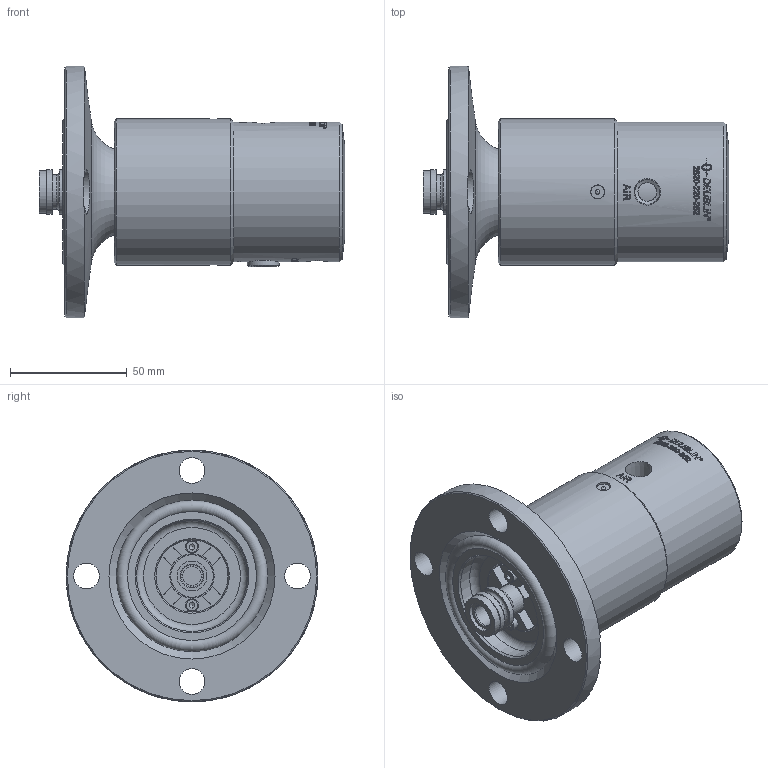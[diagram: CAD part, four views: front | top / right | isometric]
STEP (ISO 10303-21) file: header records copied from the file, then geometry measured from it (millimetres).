
FILE_DESCRIPTION(/* description */ (''),/* implementation_level */ '2;1');
FILE_NAME(/* name */ '2620-220-252-IC.stp',/* time_stamp */ '2020-05-17T16:07:16-05:00',/* author */ ('Moorera'),/* organization */ (''),/* preprocessor_version */ 'ST-DEVELOPER v18.1',/* originating_system */ 'Autodesk Inventor 2020',/* authorisation */ '');
FILE_SCHEMA (('AUTOMOTIVE_DESIGN { 1 0 10303 214 3 1 1 }'));
Products named in the file (1): 2620-220-252-IC
Bounding box: 131.17 x 107.95 x 107.95 mm (x, y, z)
Volume: 370793.1 mm3; surface area: 59198 mm2
Topology: 3 solids, 10 shells, 673 faces, 1783 edges, 1199 vertices
Faces by surface type: bspline 273, plane 221, cylinder 110, cone 47, torus 20, sphere 2
Full cylindrical faces by diameter (mm): 2.459 x2, 3 x2, 3.5 x2, 5.5 x2, 5.75 x2, 6 x2, 8 x2, 9.5 x1, 10.719 x3, 11 x4, 12.7 x1, 12.8 x1, 14.7 x2, 18.2 x2, 19.05 x2, 30.9 x1, 47.6 x1, 55.1 x1, 60 x1, 62.8 x1, 107.95 x1
Entity records: 86661 total; most frequent: CARTESIAN_POINT 70763, ORIENTED_EDGE 3554, DIRECTION 2643, EDGE_CURVE 1777, VERTEX_POINT 1199, AXIS2_PLACEMENT_3D 979, EDGE_LOOP 772, LINE 685
